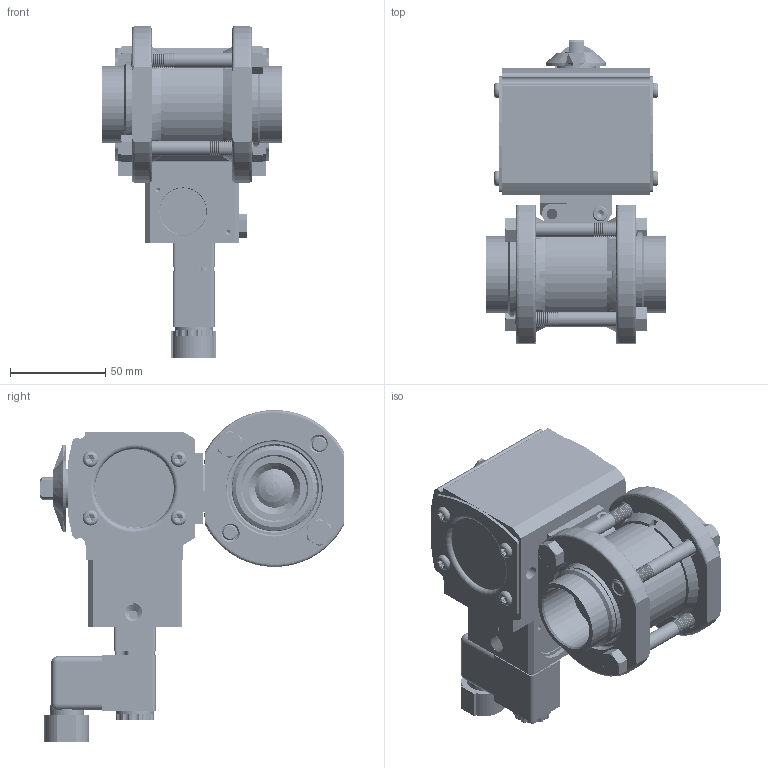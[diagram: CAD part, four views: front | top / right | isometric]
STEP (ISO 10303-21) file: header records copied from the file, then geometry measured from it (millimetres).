
FILE_DESCRIPTION (( 'STEP AP203' ), '1' );
FILE_NAME ('28XXSWSA512D4GPDC.step', '2018-09-05T13:27:00', ( '' ), ( '' ), 'SwSTEP 2.0', 'SolidWorks 2018', '' );
FILE_SCHEMA (( 'CONFIG_CONTROL_DESIGN' ));
Products named in the file (1): 28XXSWSA512D4GPDC
Bounding box: 95.15 x 159.47 x 174.66 mm (x, y, z)
Volume: 520142.2 mm3; surface area: 197054.9 mm2
Topology: 48 solids, 48 shells, 3958 faces, 10307 edges, 6397 vertices
Faces by surface type: cylinder 1751, cone 1189, plane 645, torus 203, bspline 164, sphere 6
Entity records: 182099 total; most frequent: CARTESIAN_POINT 88426, ORIENTED_EDGE 20270, DIRECTION 19739, EDGE_CURVE 10135, AXIS2_PLACEMENT_3D 7964, VERTEX_POINT 6393, EDGE_LOOP 4218, CIRCLE 4169
